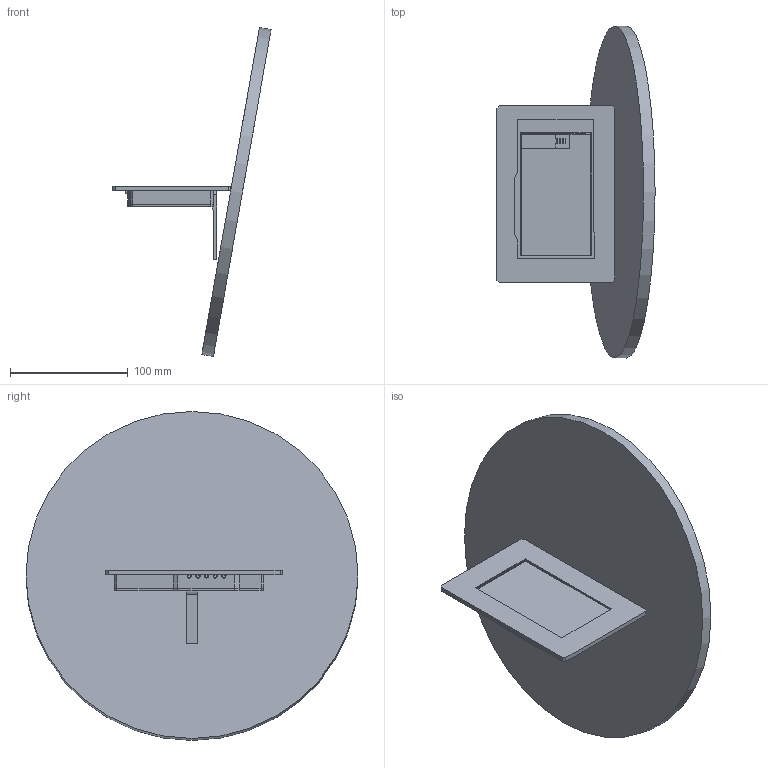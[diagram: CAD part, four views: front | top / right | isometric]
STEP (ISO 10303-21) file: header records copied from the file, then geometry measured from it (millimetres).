
FILE_DESCRIPTION(('FreeCAD Model'),'2;1');
FILE_NAME('Open CASCADE Shape Model','2021-05-25T17:21:43',('OSi'),(''), 'Open CASCADE STEP processor 7.3','FreeCAD','Unknown');
FILE_SCHEMA(('AUTOMOTIVE_DESIGN { 1 0 10303 214 1 1 1 1 }'));
Length unit declared in the file: millimetre
Products named in the file (18): Scene; Meteo; LilyGo; PCB; PM2; ANNIU; TPCY; Leg; Buttons; DHT22; Cylinder; Back_frame; Base_frame
Assembly tree (17 placements, depth 4):
  Scene
    Meteo
      LilyGo
        PCB
        PM2
        ANNIU
        ANNIU
        ANNIU
        ANNIU
        ANNIU
        TPCY
      Leg
      Buttons
      DHT22
      Cylinder
      Back_frame
      Base_frame
    Cylinder
Bounding box: 134.33 x 282 x 279.45 mm (x, y, z)
Volume: 694469.6 mm3; surface area: 218293.9 mm2
Topology: 15 solids, 15 shells, 400 faces, 1032 edges, 680 vertices
Faces by surface type: plane 329, cylinder 64, cone 4, bspline 2, torus 1
Full cylindrical faces by diameter (mm): 2.5 x5, 3.2 x1, 3.6 x5, 3.8 x1, 6 x1, 12 x1, 282 x1
Entity records: 26857 total; most frequent: CARTESIAN_POINT 5481, DIRECTION 3935, LINE 2740, VECTOR 2740, ORIENTED_EDGE 2064, PCURVE 2064, DEFINITIONAL_REPRESENTATION 2064, EDGE_CURVE 1032
